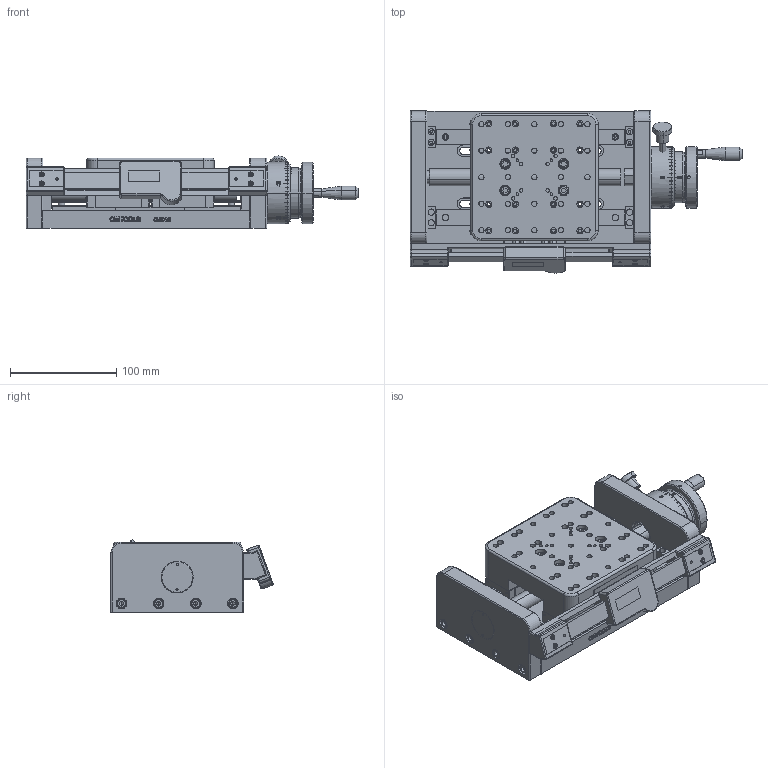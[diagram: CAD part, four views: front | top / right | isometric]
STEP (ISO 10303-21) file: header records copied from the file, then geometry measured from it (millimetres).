
FILE_DESCRIPTION (( 'STEP AP203' ), '1' );
FILE_NAME ('OMSX50.STEP', '2020-12-01T09:55:33', ( 'User' ), ( 'China' ), 'SwSTEP 2.0', 'SolidWorks 2018', '' );
FILE_SCHEMA (( 'CONFIG_CONTROL_DESIGN' ));
Length unit declared in the file: millimetre
Products named in the file (1): OMSX50
Bounding box: 313 x 152.81 x 68.01 mm (x, y, z)
Surface area: 233164.8 mm2 (no closed solid volume)
Topology: 0 solids, 86 shells, 948 faces, 4159 edges, 3140 vertices
Faces by surface type: plane 416, cylinder 351, torus 65, cone 54, sphere 38, bspline 24
Entity records: 47808 total; most frequent: CARTESIAN_POINT 15083, DIRECTION 6752, ORIENTED_EDGE 5816, EDGE_CURVE 4085, VERTEX_POINT 3116, AXIS2_PLACEMENT_3D 2319, VECTOR 2114, LINE 2114
